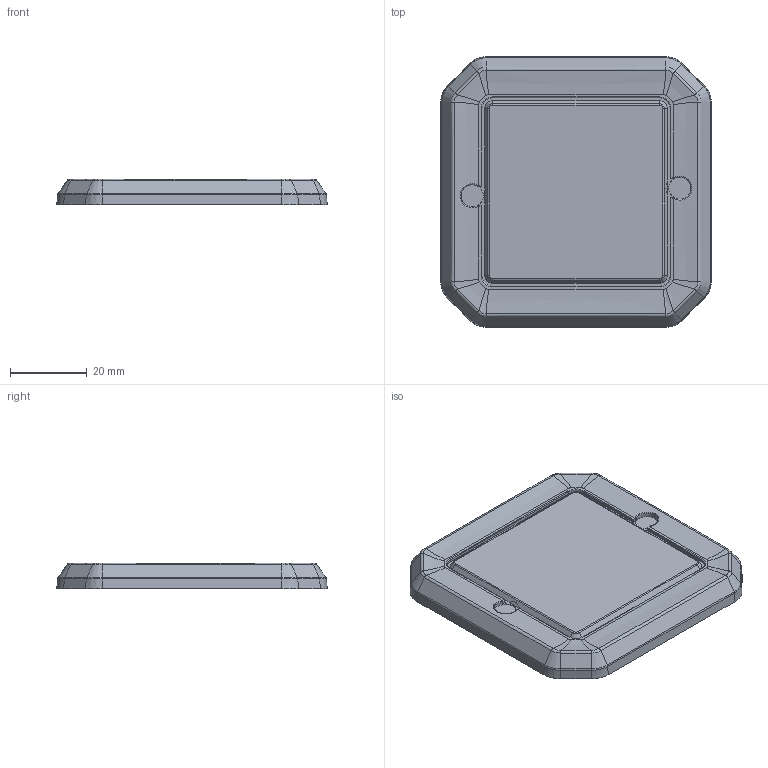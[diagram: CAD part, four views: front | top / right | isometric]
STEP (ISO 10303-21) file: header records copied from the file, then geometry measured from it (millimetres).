
FILE_DESCRIPTION(('CATIA V5 STEP Exchange','CAx-IF Rec.Pracs.--- Model Styling and Organization---1.5--- 2016-08-15','CAx-IF Rec.Pracs.---Supplemental Geometry---1.0---2011-11-01','CAx-IF Rec.Pracs.--- Composite Materials ---1.1---2010-07-15'),'2;1');
FILE_NAME('069875L-BIM.stp','2022-03-29T11:33:42+00:00',('none'),('none'),'CATIA Version 5-6 Release 2020 SP3','CATIA V5 STEP AP214 v2','none');
FILE_SCHEMA(('AUTOMOTIVE_DESIGN { 1 0 10303 214 1 1 1 1 }'));
Length unit declared in the file: millimetre
Products named in the file (1): 069875L
Bounding box: 70.3 x 70.3 x 6.65 mm (x, y, z)
Surface area: 11194.8 mm2 (no closed solid volume)
Topology: 0 solids, 1 shells, 170 faces, 435 edges, 258 vertices
Faces by surface type: bspline 53, plane 39, cone 28, cylinder 26, torus 16, sphere 8
Entity records: 8032 total; most frequent: CARTESIAN_POINT 4514, ORIENTED_EDGE 822, DIRECTION 492, EDGE_CURVE 427, VERTEX_POINT 258, AXIS2_PLACEMENT_3D 234, EDGE_LOOP 171, ADVANCED_FACE 170
